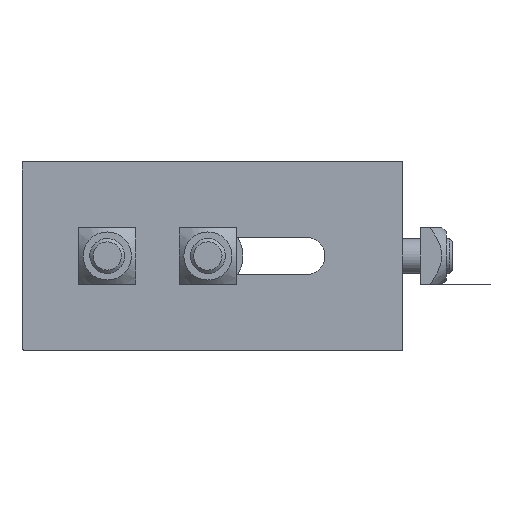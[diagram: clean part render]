
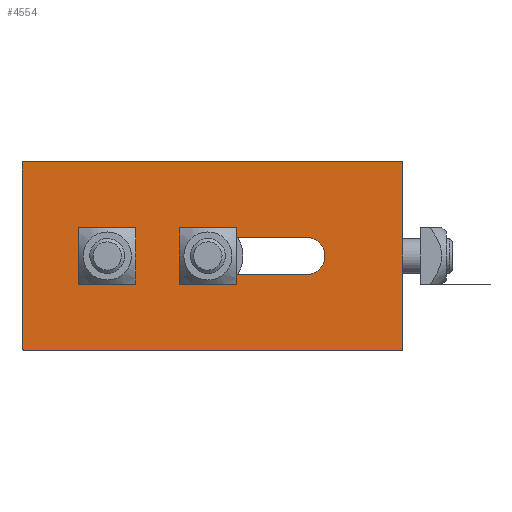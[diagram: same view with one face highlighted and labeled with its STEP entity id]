
A CAD part, left-side view. The second image highlights one B-rep face of the part: STEP entity #4554.
In plain terms, the highlighted face is planar.
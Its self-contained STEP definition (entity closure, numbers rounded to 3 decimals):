
#107=FACE_BOUND('',#1327,.T.);
#108=FACE_BOUND('',#1328,.T.);
#130=PLANE('',#4999);
#289=LINE('',#7567,#580);
#292=LINE('',#7573,#583);
#293=LINE('',#7575,#584);
#294=LINE('',#7576,#585);
#295=LINE('',#7581,#586);
#296=LINE('',#7585,#587);
#580=VECTOR('',#5743,10.);
#583=VECTOR('',#5748,10.);
#584=VECTOR('',#5749,10.);
#585=VECTOR('',#5750,10.);
#586=VECTOR('',#5753,10.);
#587=VECTOR('',#5756,10.);
#1008=FACE_OUTER_BOUND('',#1326,.T.);
#1326=EDGE_LOOP('',(#3169,#3170,#3171,#3172,#3173));
#1327=EDGE_LOOP('',(#3174));
#1328=EDGE_LOOP('',(#3175,#3176,#3177,#3178));
#1659=CIRCLE('',#4985,0.5);
#1668=CIRCLE('',#5000,4.25);
#1669=CIRCLE('',#5001,4.25);
#1670=CIRCLE('',#5002,4.25);
#2037=VERTEX_POINT('',#7408);
#2038=VERTEX_POINT('',#7409);
#2053=VERTEX_POINT('',#7566);
#2055=VERTEX_POINT('',#7572);
#2056=VERTEX_POINT('',#7574);
#2057=VERTEX_POINT('',#7577);
#2058=VERTEX_POINT('',#7579);
#2059=VERTEX_POINT('',#7580);
#2060=VERTEX_POINT('',#7582);
#2061=VERTEX_POINT('',#7584);
#2433=EDGE_CURVE('',#2037,#2038,#1659,.T.);
#2458=EDGE_CURVE('',#2053,#2038,#289,.T.);
#2461=EDGE_CURVE('',#2055,#2037,#292,.T.);
#2462=EDGE_CURVE('',#2055,#2056,#293,.T.);
#2463=EDGE_CURVE('',#2056,#2053,#294,.T.);
#2464=EDGE_CURVE('',#2057,#2057,#1668,.T.);
#2465=EDGE_CURVE('',#2058,#2059,#295,.T.);
#2466=EDGE_CURVE('',#2059,#2060,#1669,.T.);
#2467=EDGE_CURVE('',#2060,#2061,#296,.T.);
#2468=EDGE_CURVE('',#2061,#2058,#1670,.T.);
#3169=ORIENTED_EDGE('',*,*,#2433,.F.);
#3170=ORIENTED_EDGE('',*,*,#2461,.F.);
#3171=ORIENTED_EDGE('',*,*,#2462,.T.);
#3172=ORIENTED_EDGE('',*,*,#2463,.T.);
#3173=ORIENTED_EDGE('',*,*,#2458,.T.);
#3174=ORIENTED_EDGE('',*,*,#2464,.T.);
#3175=ORIENTED_EDGE('',*,*,#2465,.T.);
#3176=ORIENTED_EDGE('',*,*,#2466,.T.);
#3177=ORIENTED_EDGE('',*,*,#2467,.T.);
#3178=ORIENTED_EDGE('',*,*,#2468,.T.);
#4554=ADVANCED_FACE('',(#1008,#107,#108),#130,.T.);
#4985=AXIS2_PLACEMENT_3D('',#7410,#5707,#5708);
#4999=AXIS2_PLACEMENT_3D('',#7571,#5746,#5747);
#5000=AXIS2_PLACEMENT_3D('',#7578,#5751,#5752);
#5001=AXIS2_PLACEMENT_3D('',#7583,#5754,#5755);
#5002=AXIS2_PLACEMENT_3D('',#7586,#5757,#5758);
#5707=DIRECTION('center_axis',(0.,1.,0.));
#5708=DIRECTION('ref_axis',(-0.707,0.,0.707));
#5743=DIRECTION('',(-1.,0.,0.));
#5746=DIRECTION('center_axis',(0.,-1.,0.));
#5747=DIRECTION('ref_axis',(0.,0.,-1.));
#5748=DIRECTION('',(0.,0.,1.));
#5749=DIRECTION('',(1.,0.,0.));
#5750=DIRECTION('',(0.,0.,1.));
#5751=DIRECTION('center_axis',(0.,1.,0.));
#5752=DIRECTION('ref_axis',(-1.,0.,0.));
#5753=DIRECTION('',(0.,0.,1.));
#5754=DIRECTION('center_axis',(0.,1.,0.));
#5755=DIRECTION('ref_axis',(0.,0.,-1.));
#5756=DIRECTION('',(0.,0.,-1.));
#5757=DIRECTION('center_axis',(0.,1.,0.));
#5758=DIRECTION('ref_axis',(0.,0.,1.));
#7408=CARTESIAN_POINT('',(0.,0.,86.5));
#7409=CARTESIAN_POINT('',(0.5,0.,87.));
#7410=CARTESIAN_POINT('Origin',(0.5,0.,
86.5));
#7566=CARTESIAN_POINT('',(43.,0.,87.));
#7567=CARTESIAN_POINT('',(0.,0.,87.));
#7571=CARTESIAN_POINT('Origin',(43.,0.,0.));
#7572=CARTESIAN_POINT('',(0.,0.,0.));
#7573=CARTESIAN_POINT('',(0.,0.,0.));
#7574=CARTESIAN_POINT('',(43.,0.,0.));
#7575=CARTESIAN_POINT('',(0.,0.,0.));
#7576=CARTESIAN_POINT('',(43.,0.,0.));
#7577=CARTESIAN_POINT('',(25.75,0.,67.5));
#7578=CARTESIAN_POINT('Origin',(21.5,0.,67.5));
#7579=CARTESIAN_POINT('',(17.25,0.,22.));
#7580=CARTESIAN_POINT('',(17.25,0.,44.5));
#7581=CARTESIAN_POINT('',(17.25,0.,22.25));
#7582=CARTESIAN_POINT('',(25.75,0.,44.5));
#7583=CARTESIAN_POINT('Origin',(21.5,0.,44.5));
#7584=CARTESIAN_POINT('',(25.75,0.,22.));
#7585=CARTESIAN_POINT('',(25.75,0.,11.));
#7586=CARTESIAN_POINT('Origin',(21.5,0.,22.));
